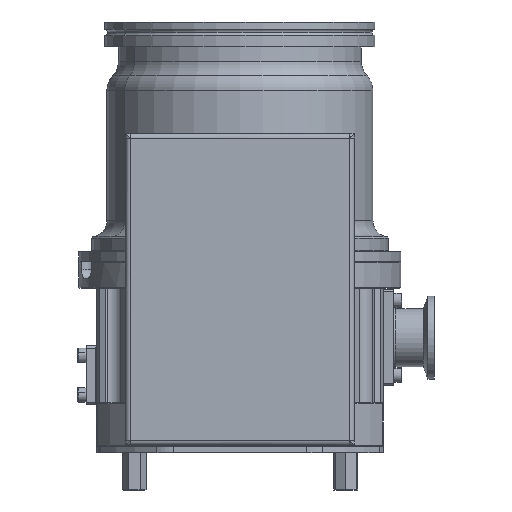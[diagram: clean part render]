
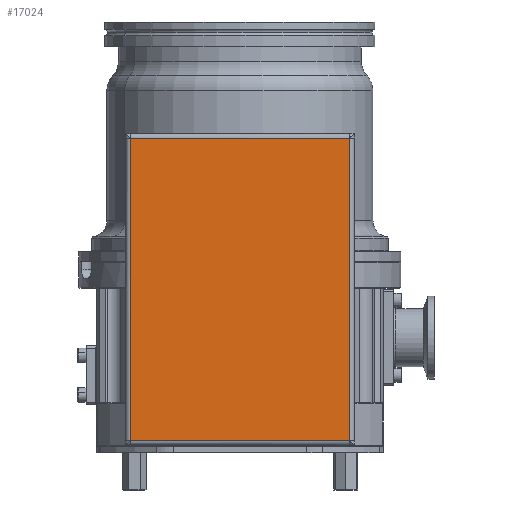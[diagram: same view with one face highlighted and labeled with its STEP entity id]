
A CAD part, left-side view. The second image highlights one B-rep face of the part: STEP entity #17024.
In plain terms, the highlighted face is planar.
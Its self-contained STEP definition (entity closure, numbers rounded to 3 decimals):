
#6174 = VECTOR ( 'NONE', #24563, 1000. ) ;
#7644 = ORIENTED_EDGE ( 'NONE', *, *, #47866, .T. ) ;
#8657 = DIRECTION ( 'NONE',  ( 0., 0., -1. ) ) ;
#10514 = LINE ( 'NONE', #17103, #42817 ) ;
#11497 = VECTOR ( 'NONE', #93845, 1000. ) ;
#16093 = VECTOR ( 'NONE', #92181, 1000. ) ;
#17024 = ADVANCED_FACE ( 'NONE', ( #47999 ), #24795, .F. ) ;
#17103 = CARTESIAN_POINT ( 'NONE',  ( -825., -52.8, 2. ) ) ;
#18204 = CARTESIAN_POINT ( 'NONE',  ( -72.8, 805., 2. ) ) ;
#18271 = VERTEX_POINT ( 'NONE', #68976 ) ;
#24563 = DIRECTION ( 'NONE',  ( -1., 0., 0. ) ) ;
#24795 = PLANE ( 'NONE',  #37393 ) ;
#27995 = ORIENTED_EDGE ( 'NONE', *, *, #98772, .T. ) ;
#32873 = ORIENTED_EDGE ( 'NONE', *, *, #94945, .T. ) ;
#37393 = AXIS2_PLACEMENT_3D ( 'NONE', #86823, #8657, #47494 ) ;
#42817 = VECTOR ( 'NONE', #48859, 1000. ) ;
#46222 = CARTESIAN_POINT ( 'NONE',  ( 72.8, -52.8, 2. ) ) ;
#47494 = DIRECTION ( 'NONE',  ( 0., -1., 0. ) ) ;
#47866 = EDGE_CURVE ( 'NONE', #90621, #63585, #10514, .T. ) ;
#47999 = FACE_OUTER_BOUND ( 'NONE', #52453, .T. ) ;
#48859 = DIRECTION ( 'NONE',  ( 1., 0., 0. ) ) ;
#51404 = ORIENTED_EDGE ( 'NONE', *, *, #56068, .T. ) ;
#52453 = EDGE_LOOP ( 'NONE', ( #7644, #51404, #32873, #27995 ) ) ;
#56068 = EDGE_CURVE ( 'NONE', #63585, #18271, #60924, .T. ) ;
#60924 = LINE ( 'NONE', #75593, #16093 ) ;
#61889 = CARTESIAN_POINT ( 'NONE',  ( -72.8, 52.8, 2. ) ) ;
#62905 = LINE ( 'NONE', #93620, #6174 ) ;
#63131 = LINE ( 'NONE', #18204, #11497 ) ;
#63585 = VERTEX_POINT ( 'NONE', #46222 ) ;
#68976 = CARTESIAN_POINT ( 'NONE',  ( 72.8, 52.8, 2. ) ) ;
#75593 = CARTESIAN_POINT ( 'NONE',  ( 72.8, -805., 2. ) ) ;
#76398 = CARTESIAN_POINT ( 'NONE',  ( -72.8, -52.8, 2. ) ) ;
#81305 = VERTEX_POINT ( 'NONE', #61889 ) ;
#86823 = CARTESIAN_POINT ( 'NONE',  ( 0., 0., 2. ) ) ;
#90621 = VERTEX_POINT ( 'NONE', #76398 ) ;
#92181 = DIRECTION ( 'NONE',  ( 0., 1., 0. ) ) ;
#93620 = CARTESIAN_POINT ( 'NONE',  ( 825., 52.8, 2. ) ) ;
#93845 = DIRECTION ( 'NONE',  ( 0., -1., 0. ) ) ;
#94945 = EDGE_CURVE ( 'NONE', #18271, #81305, #62905, .T. ) ;
#98772 = EDGE_CURVE ( 'NONE', #81305, #90621, #63131, .T. ) ;
